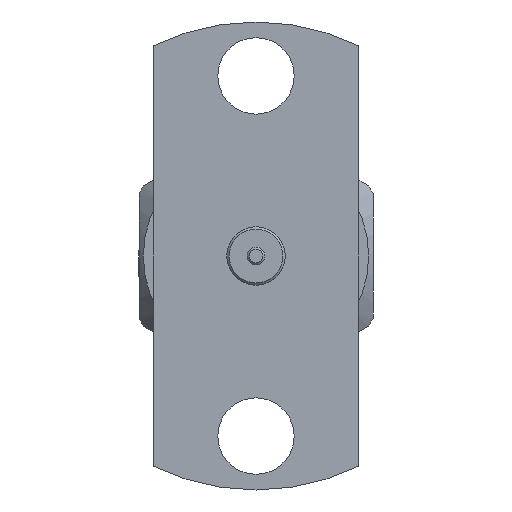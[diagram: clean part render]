
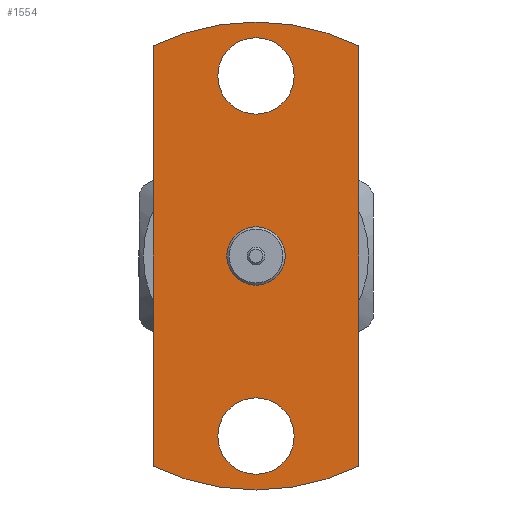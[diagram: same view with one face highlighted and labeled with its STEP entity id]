
A CAD part, front view. The second image highlights one B-rep face of the part: STEP entity #1554.
In plain terms, the highlighted planar face has unit normal (0, -1, 0).
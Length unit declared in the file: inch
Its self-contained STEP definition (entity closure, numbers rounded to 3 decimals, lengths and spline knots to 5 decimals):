
#117 = EDGE_LOOP ( 'NONE', ( #1307 ) ) ;
#141 = CARTESIAN_POINT ( 'NONE',  ( 0.1375, 0.031, -0.3125 ) ) ;
#155 = EDGE_CURVE ( 'NONE', #2339, #1382, #1033, .T. ) ;
#213 = DIRECTION ( 'NONE',  ( 0., 0., -1. ) ) ;
#296 = DIRECTION ( 'NONE',  ( 0., -1., 0. ) ) ;
#357 = EDGE_CURVE ( 'NONE', #2432, #2432, #1437, .T. ) ;
#398 = CIRCLE ( 'NONE', #805, 0.051 ) ;
#463 = CARTESIAN_POINT ( 'NONE',  ( -0.1375, 0.031, -0.3125 ) ) ;
#464 = VERTEX_POINT ( 'NONE', #1182 ) ;
#469 = CARTESIAN_POINT ( 'NONE',  ( 0., 0.031, -0.2915 ) ) ;
#563 = DIRECTION ( 'NONE',  ( 0., -1., 0. ) ) ;
#573 = CARTESIAN_POINT ( 'NONE',  ( 0., 0.031, 0.2405 ) ) ;
#578 = CARTESIAN_POINT ( 'NONE',  ( 0., 0.031, -0.2405 ) ) ;
#655 = ORIENTED_EDGE ( 'NONE', *, *, #702, .F. ) ;
#680 = LINE ( 'NONE', #463, #2085 ) ;
#683 = EDGE_CURVE ( 'NONE', #1738, #2339, #2099, .T. ) ;
#702 = EDGE_CURVE ( 'NONE', #2312, #2312, #398, .T. ) ;
#773 = EDGE_CURVE ( 'NONE', #1382, #464, #680, .T. ) ;
#805 = AXIS2_PLACEMENT_3D ( 'NONE', #573, #1092, #213 ) ;
#814 = CARTESIAN_POINT ( 'NONE',  ( 0., 0.031, 0.039 ) ) ;
#856 = DIRECTION ( 'NONE',  ( 0., -1., 0. ) ) ;
#971 = EDGE_LOOP ( 'NONE', ( #2445 ) ) ;
#1012 = DIRECTION ( 'NONE',  ( 0., 0., 1. ) ) ;
#1033 = CIRCLE ( 'NONE', #2408, 0.3125 ) ;
#1061 = DIRECTION ( 'NONE',  ( 0., 0., -1. ) ) ;
#1067 = ORIENTED_EDGE ( 'NONE', *, *, #1435, .T. ) ;
#1092 = DIRECTION ( 'NONE',  ( 0., -1., 0. ) ) ;
#1095 = DIRECTION ( 'NONE',  ( 0., 1., 0. ) ) ;
#1182 = CARTESIAN_POINT ( 'NONE',  ( -0.1375, 0.031, -0.28062 ) ) ;
#1213 = CARTESIAN_POINT ( 'NONE',  ( 0., 0.031, 0.1895 ) ) ;
#1307 = ORIENTED_EDGE ( 'NONE', *, *, #357, .F. ) ;
#1321 = FACE_BOUND ( 'NONE', #971, .T. ) ;
#1323 = ORIENTED_EDGE ( 'NONE', *, *, #155, .T. ) ;
#1345 = AXIS2_PLACEMENT_3D ( 'NONE', #578, #2564, #1710 ) ;
#1372 = CARTESIAN_POINT ( 'NONE',  ( -0.1375, 0.031, 0.28062 ) ) ;
#1380 = FACE_BOUND ( 'NONE', #117, .T. ) ;
#1382 = VERTEX_POINT ( 'NONE', #1372 ) ;
#1401 = CIRCLE ( 'NONE', #1985, 0.3125 ) ;
#1435 = EDGE_CURVE ( 'NONE', #464, #1738, #1401, .T. ) ;
#1437 = CIRCLE ( 'NONE', #1345, 0.051 ) ;
#1445 = CARTESIAN_POINT ( 'NONE',  ( 0., 0.031, 0. ) ) ;
#1485 = AXIS2_PLACEMENT_3D ( 'NONE', #2253, #1095, #1961 ) ;
#1531 = EDGE_LOOP ( 'NONE', ( #655 ) ) ;
#1554 = ADVANCED_FACE ( 'NONE', ( #1380, #1791, #1321, #2270 ), #1778, .F. ) ;
#1650 = DIRECTION ( 'NONE',  ( 0., 0., 1. ) ) ;
#1710 = DIRECTION ( 'NONE',  ( 0., 0., -1. ) ) ;
#1738 = VERTEX_POINT ( 'NONE', #2097 ) ;
#1778 = PLANE ( 'NONE',  #1485 ) ;
#1789 = EDGE_CURVE ( 'NONE', #2340, #2340, #2294, .T. ) ;
#1791 = FACE_BOUND ( 'NONE', #1531, .T. ) ;
#1803 = CARTESIAN_POINT ( 'NONE',  ( 0.1375, 0.031, 0.28062 ) ) ;
#1808 = VECTOR ( 'NONE', #1012, 39.37008 ) ;
#1874 = EDGE_LOOP ( 'NONE', ( #1067, #2797, #1323, #2751 ) ) ;
#1879 = CARTESIAN_POINT ( 'NONE',  ( 0., 0.031, 0. ) ) ;
#1961 = DIRECTION ( 'NONE',  ( 1., 0., 0. ) ) ;
#1985 = AXIS2_PLACEMENT_3D ( 'NONE', #1879, #563, #2073 ) ;
#2073 = DIRECTION ( 'NONE',  ( 0., 0., -1. ) ) ;
#2085 = VECTOR ( 'NONE', #2164, 39.37008 ) ;
#2097 = CARTESIAN_POINT ( 'NONE',  ( 0.1375, 0.031, -0.28062 ) ) ;
#2099 = LINE ( 'NONE', #141, #1808 ) ;
#2164 = DIRECTION ( 'NONE',  ( 0., 0., -1. ) ) ;
#2253 = CARTESIAN_POINT ( 'NONE',  ( 0., 0.031, 0. ) ) ;
#2270 = FACE_OUTER_BOUND ( 'NONE', #1874, .T. ) ;
#2294 = CIRCLE ( 'NONE', #2650, 0.039 ) ;
#2312 = VERTEX_POINT ( 'NONE', #1213 ) ;
#2339 = VERTEX_POINT ( 'NONE', #1803 ) ;
#2340 = VERTEX_POINT ( 'NONE', #814 ) ;
#2408 = AXIS2_PLACEMENT_3D ( 'NONE', #2786, #856, #1061 ) ;
#2432 = VERTEX_POINT ( 'NONE', #469 ) ;
#2445 = ORIENTED_EDGE ( 'NONE', *, *, #1789, .F. ) ;
#2564 = DIRECTION ( 'NONE',  ( 0., -1., 0. ) ) ;
#2650 = AXIS2_PLACEMENT_3D ( 'NONE', #1445, #296, #1650 ) ;
#2751 = ORIENTED_EDGE ( 'NONE', *, *, #773, .T. ) ;
#2786 = CARTESIAN_POINT ( 'NONE',  ( 0., 0.031, 0. ) ) ;
#2797 = ORIENTED_EDGE ( 'NONE', *, *, #683, .T. ) ;
